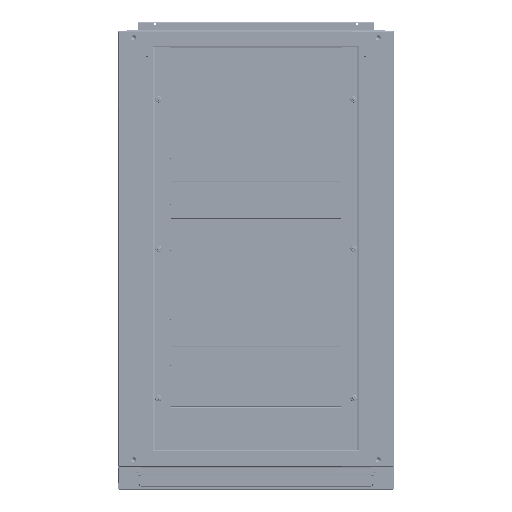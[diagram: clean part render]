
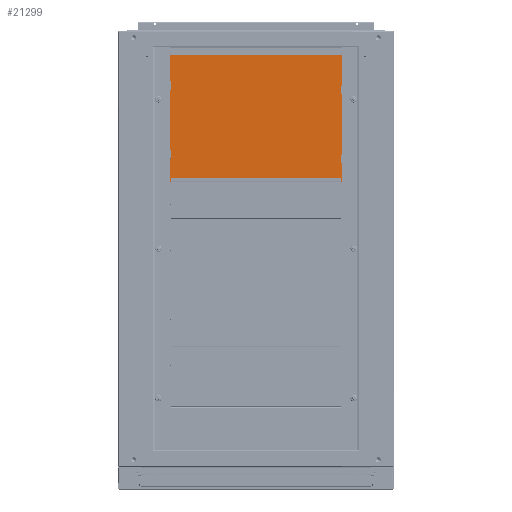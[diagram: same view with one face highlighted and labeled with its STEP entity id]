
A CAD part, front view. The second image highlights one B-rep face of the part: STEP entity #21299.
In plain terms, the highlighted face is planar.
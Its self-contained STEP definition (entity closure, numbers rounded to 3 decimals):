
#1561 = PLANE ( 'NONE',  #45700 ) ;
#1823 = CARTESIAN_POINT ( 'NONE',  ( 200., 0., 149. ) ) ;
#1882 = CARTESIAN_POINT ( 'NONE',  ( 200., 0., -149. ) ) ;
#3386 = EDGE_LOOP ( 'NONE', ( #3465, #54283, #62915, #51534, #12608, #57571, #40791, #76965 ) ) ;
#3465 = ORIENTED_EDGE ( 'NONE', *, *, #18746, .F. ) ;
#4370 = CARTESIAN_POINT ( 'NONE',  ( -200., 0., -149. ) ) ;
#4407 = LINE ( 'NONE', #13149, #50813 ) ;
#7025 = LINE ( 'NONE', #1882, #73373 ) ;
#7659 = EDGE_CURVE ( 'NONE', #12321, #53262, #7025, .T. ) ;
#7879 = LINE ( 'NONE', #52729, #54272 ) ;
#7982 = DIRECTION ( 'NONE',  ( 0., 0., 1. ) ) ;
#8568 = CARTESIAN_POINT ( 'NONE',  ( -200., 0., -149. ) ) ;
#10007 = LINE ( 'NONE', #8568, #72541 ) ;
#10301 = CARTESIAN_POINT ( 'NONE',  ( -185., 0., 147.25 ) ) ;
#10408 = EDGE_CURVE ( 'NONE', #32688, #55743, #54888, .T. ) ;
#12321 = VERTEX_POINT ( 'NONE', #32449 ) ;
#12608 = ORIENTED_EDGE ( 'NONE', *, *, #76874, .T. ) ;
#13149 = CARTESIAN_POINT ( 'NONE',  ( -185., 0., 147.25 ) ) ;
#18746 = EDGE_CURVE ( 'NONE', #55743, #24109, #7879, .T. ) ;
#21299 = ADVANCED_FACE ( 'NONE', ( #39643 ), #1561, .T. ) ;
#23356 = VECTOR ( 'NONE', #52759, 1000. ) ;
#24109 = VERTEX_POINT ( 'NONE', #10301 ) ;
#24634 = VERTEX_POINT ( 'NONE', #4370 ) ;
#32449 = CARTESIAN_POINT ( 'NONE',  ( 200., 0., 149. ) ) ;
#32688 = VERTEX_POINT ( 'NONE', #75640 ) ;
#32951 = DIRECTION ( 'NONE',  ( 0., 0., 1. ) ) ;
#38051 = DIRECTION ( 'NONE',  ( 0., 0., -1. ) ) ;
#38204 = DIRECTION ( 'NONE',  ( 0., 0., -1. ) ) ;
#39643 = FACE_OUTER_BOUND ( 'NONE', #3386, .T. ) ;
#40791 = ORIENTED_EDGE ( 'NONE', *, *, #69603, .T. ) ;
#40854 = CARTESIAN_POINT ( 'NONE',  ( -185., 0., 149. ) ) ;
#41515 = VERTEX_POINT ( 'NONE', #64903 ) ;
#44204 = DIRECTION ( 'NONE',  ( 0., 1., 0. ) ) ;
#45700 = AXIS2_PLACEMENT_3D ( 'NONE', #1823, #44204, #7982 ) ;
#46980 = EDGE_CURVE ( 'NONE', #32688, #12321, #57416, .T. ) ;
#50813 = VECTOR ( 'NONE', #55442, 1000. ) ;
#51534 = ORIENTED_EDGE ( 'NONE', *, *, #7659, .T. ) ;
#52535 = VECTOR ( 'NONE', #61344, 1000. ) ;
#52729 = CARTESIAN_POINT ( 'NONE',  ( 185., 0., 147.25 ) ) ;
#52759 = DIRECTION ( 'NONE',  ( 1., 0., 0. ) ) ;
#53262 = VERTEX_POINT ( 'NONE', #73950 ) ;
#54272 = VECTOR ( 'NONE', #58779, 1000. ) ;
#54283 = ORIENTED_EDGE ( 'NONE', *, *, #10408, .F. ) ;
#54434 = LINE ( 'NONE', #73293, #52535 ) ;
#54522 = EDGE_CURVE ( 'NONE', #24109, #76515, #4407, .T. ) ;
#54888 = LINE ( 'NONE', #74378, #56754 ) ;
#55442 = DIRECTION ( 'NONE',  ( 0., 0., 1. ) ) ;
#55743 = VERTEX_POINT ( 'NONE', #76000 ) ;
#56754 = VECTOR ( 'NONE', #38051, 1000. ) ;
#57416 = LINE ( 'NONE', #64922, #23356 ) ;
#57473 = LINE ( 'NONE', #62005, #69805 ) ;
#57571 = ORIENTED_EDGE ( 'NONE', *, *, #68534, .T. ) ;
#58779 = DIRECTION ( 'NONE',  ( -1., 0., 0. ) ) ;
#61344 = DIRECTION ( 'NONE',  ( 1., 0., 0. ) ) ;
#62005 = CARTESIAN_POINT ( 'NONE',  ( -200., 0., -149. ) ) ;
#62262 = DIRECTION ( 'NONE',  ( -1., 0., 0. ) ) ;
#62915 = ORIENTED_EDGE ( 'NONE', *, *, #46980, .T. ) ;
#64903 = CARTESIAN_POINT ( 'NONE',  ( -200., 0., 149. ) ) ;
#64922 = CARTESIAN_POINT ( 'NONE',  ( -200., 0., 149. ) ) ;
#68534 = EDGE_CURVE ( 'NONE', #24634, #41515, #10007, .T. ) ;
#69603 = EDGE_CURVE ( 'NONE', #41515, #76515, #54434, .T. ) ;
#69805 = VECTOR ( 'NONE', #62262, 1000. ) ;
#72541 = VECTOR ( 'NONE', #32951, 1000. ) ;
#73293 = CARTESIAN_POINT ( 'NONE',  ( -200., 0., 149. ) ) ;
#73373 = VECTOR ( 'NONE', #38204, 1000. ) ;
#73950 = CARTESIAN_POINT ( 'NONE',  ( 200., 0., -149. ) ) ;
#74378 = CARTESIAN_POINT ( 'NONE',  ( 185., 0., 149. ) ) ;
#75640 = CARTESIAN_POINT ( 'NONE',  ( 185., 0., 149. ) ) ;
#76000 = CARTESIAN_POINT ( 'NONE',  ( 185., 0., 147.25 ) ) ;
#76515 = VERTEX_POINT ( 'NONE', #40854 ) ;
#76874 = EDGE_CURVE ( 'NONE', #53262, #24634, #57473, .T. ) ;
#76965 = ORIENTED_EDGE ( 'NONE', *, *, #54522, .F. ) ;
